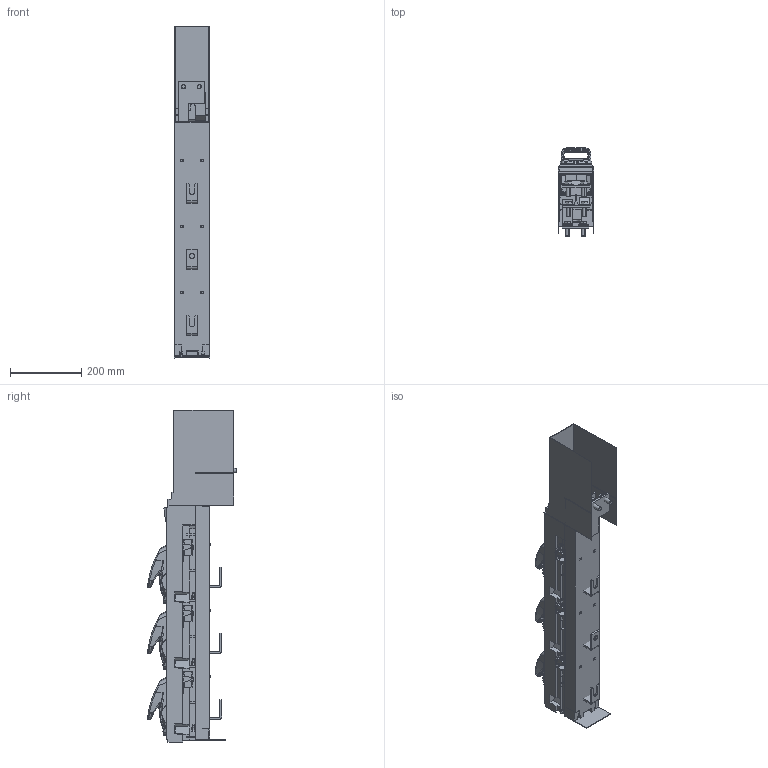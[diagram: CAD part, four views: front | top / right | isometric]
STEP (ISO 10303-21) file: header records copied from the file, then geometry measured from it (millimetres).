
FILE_DESCRIPTION((''),'2;1');
FILE_NAME('1SEP622011R0001','2023-03-01T21:33:30',('20724'),(''),'CREO PARAMETRIC BY PTC INC, 2016390','CREO PARAMETRIC BY PTC INC, 2016390','');
FILE_SCHEMA(('AUTOMOTIVE_DESIGN { 1 0 10303 214 1 1 1 1 }'));
Products named in the file (1): 1SEP622011R0001
Bounding box: 100.36 x 248.33 x 929.78 mm (x, y, z)
Volume: 2456722.2 mm3; surface area: 895783.1 mm2
Topology: 1 solids, 94 shells, 2262 faces, 8881 edges, 6511 vertices
Faces by surface type: plane 1292, bspline 463, cylinder 331, cone 74, torus 52, extrusion 50
Entity records: 223052 total; most frequent: CARTESIAN_POINT 129358, ORIENTED_EDGE 14238, DIRECTION 9607, PRESENTATION_STYLE_ASSIGNMENT 8945, EDGE_CURVE 8871, STYLED_ITEM 8532, CURVE_STYLE 8378, VERTEX_POINT 6511
